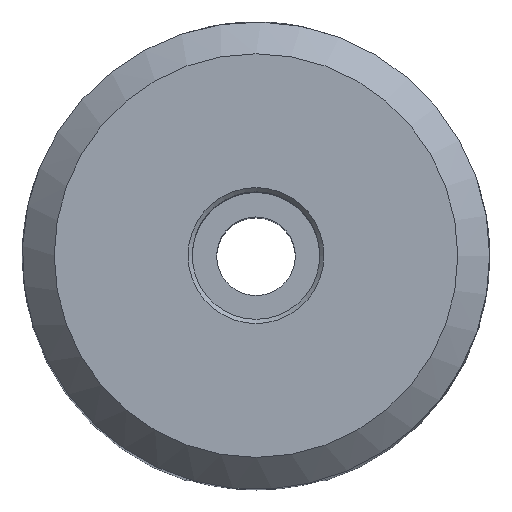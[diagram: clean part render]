
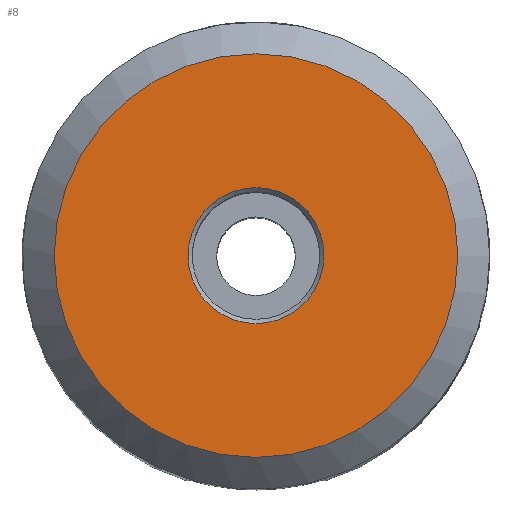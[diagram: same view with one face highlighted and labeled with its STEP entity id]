
A CAD part, top view. The second image highlights one B-rep face of the part: STEP entity #8.
In plain terms, the highlighted planar face has unit normal (0, 0, 1).
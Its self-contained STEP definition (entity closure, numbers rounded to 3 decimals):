
#8 = ADVANCED_FACE ( 'NONE', ( #782, #11 ), #694, .T. ) ;
#11 = FACE_OUTER_BOUND ( 'NONE', #693, .T. ) ;
#117 = ORIENTED_EDGE ( 'NONE', *, *, #155, .T. ) ;
#155 = EDGE_CURVE ( 'NONE', #936, #936, #325, .T. ) ;
#232 = AXIS2_PLACEMENT_3D ( 'NONE', #363, #343, #939 ) ;
#325 = CIRCLE ( 'NONE', #503, 3.2 ) ;
#343 = DIRECTION ( 'NONE',  ( 0., 0., 1. ) ) ;
#363 = CARTESIAN_POINT ( 'NONE',  ( 0., 0., 60. ) ) ;
#385 = CARTESIAN_POINT ( 'NONE',  ( 0., 0., 60. ) ) ;
#446 = VERTEX_POINT ( 'NONE', #811 ) ;
#468 = EDGE_LOOP ( 'NONE', ( #117 ) ) ;
#503 = AXIS2_PLACEMENT_3D ( 'NONE', #751, #587, #926 ) ;
#513 = CARTESIAN_POINT ( 'NONE',  ( 3.2, 0., 60. ) ) ;
#546 = DIRECTION ( 'NONE',  ( 0., 0., 1. ) ) ;
#547 = AXIS2_PLACEMENT_3D ( 'NONE', #385, #546, #725 ) ;
#587 = DIRECTION ( 'NONE',  ( 0., 0., -1. ) ) ;
#693 = EDGE_LOOP ( 'NONE', ( #775 ) ) ;
#694 = PLANE ( 'NONE',  #232 ) ;
#725 = DIRECTION ( 'NONE',  ( 1., 0., 0. ) ) ;
#751 = CARTESIAN_POINT ( 'NONE',  ( 0., 0., 60. ) ) ;
#769 = CIRCLE ( 'NONE', #547, 9.5 ) ;
#775 = ORIENTED_EDGE ( 'NONE', *, *, #897, .T. ) ;
#782 = FACE_BOUND ( 'NONE', #468, .T. ) ;
#811 = CARTESIAN_POINT ( 'NONE',  ( 9.5, 0., 60. ) ) ;
#897 = EDGE_CURVE ( 'NONE', #446, #446, #769, .T. ) ;
#926 = DIRECTION ( 'NONE',  ( 1., 0., 0. ) ) ;
#936 = VERTEX_POINT ( 'NONE', #513 ) ;
#939 = DIRECTION ( 'NONE',  ( 1., 0., 0. ) ) ;
